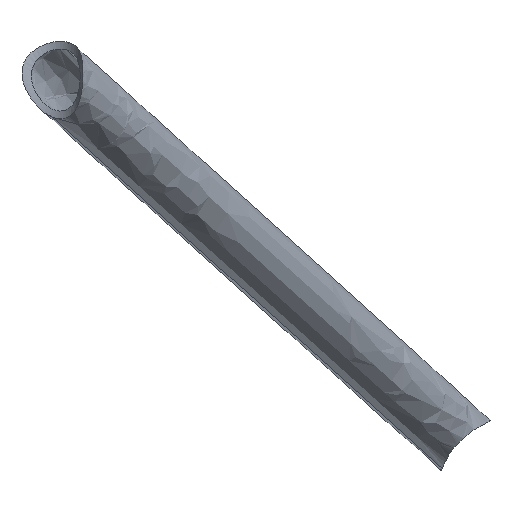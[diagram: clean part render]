
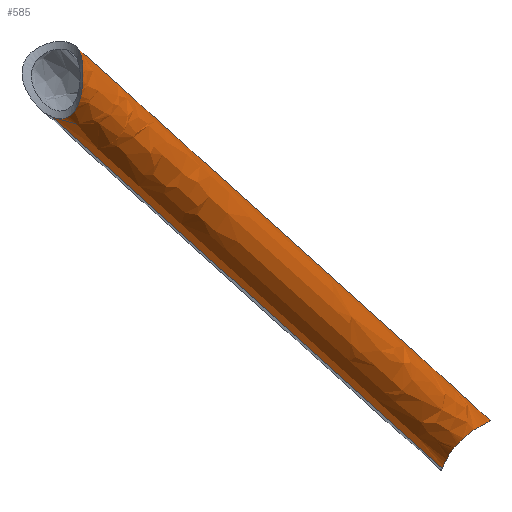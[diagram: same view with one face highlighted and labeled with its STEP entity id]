
A CAD part, top view. The second image highlights one B-rep face of the part: STEP entity #585.
In plain terms, the highlighted free-form (B-spline) face has degree [5, 4] with [6, 5] control points.
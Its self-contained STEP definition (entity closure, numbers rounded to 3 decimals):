
#286=CARTESIAN_POINT('Vertex',(-1976.185,-276.033,144.319)) ;
#290=CARTESIAN_POINT('Control Point',(-1976.185,-276.033,144.319)) ;
#291=CARTESIAN_POINT('Control Point',(-1975.774,-276.087,144.866)) ;
#292=CARTESIAN_POINT('Control Point',(-1975.437,-276.17,145.479)) ;
#293=CARTESIAN_POINT('Control Point',(-1975.198,-276.265,146.153)) ;
#294=CARTESIAN_POINT('Control Point',(-1974.803,-276.512,148.012)) ;
#295=CARTESIAN_POINT('Control Point',(-1974.912,-276.744,149.956)) ;
#296=CARTESIAN_POINT('Control Point',(-1975.095,-276.879,151.141)) ;
#297=CARTESIAN_POINT('Control Point',(-1975.528,-277.124,153.051)) ;
#298=CARTESIAN_POINT('Control Point',(-1976.155,-277.437,154.894)) ;
#299=CARTESIAN_POINT('Control Point',(-1976.425,-277.572,155.596)) ;
#300=CARTESIAN_POINT('Control Point',(-1976.935,-277.836,156.782)) ;
#301=CARTESIAN_POINT('Control Point',(-1977.531,-278.171,157.91)) ;
#302=CARTESIAN_POINT('Control Point',(-1977.796,-278.327,158.371)) ;
#303=CARTESIAN_POINT('Control Point',(-1978.361,-278.674,159.26)) ;
#304=CARTESIAN_POINT('Control Point',(-1979.004,-279.112,160.058)) ;
#305=CARTESIAN_POINT('Control Point',(-1979.348,-279.36,160.429)) ;
#306=CARTESIAN_POINT('Control Point',(-1979.956,-279.828,160.965)) ;
#307=CARTESIAN_POINT('Control Point',(-1980.616,-280.403,161.304)) ;
#308=CARTESIAN_POINT('Control Point',(-1980.884,-280.648,161.398)) ;
#309=CARTESIAN_POINT('Control Point',(-1981.602,-281.342,161.519)) ;
#310=CARTESIAN_POINT('Control Point',(-1982.266,-282.083,161.279)) ;
#311=CARTESIAN_POINT('Control Point',(-1982.622,-282.527,160.989)) ;
#312=CARTESIAN_POINT('Control Point',(-1983.483,-283.684,159.973)) ;
#313=CARTESIAN_POINT('Control Point',(-1984.007,-284.594,158.55)) ;
#314=CARTESIAN_POINT('Control Point',(-1984.266,-285.098,157.595)) ;
#315=CARTESIAN_POINT('Control Point',(-1984.6,-285.824,155.957)) ;
#316=CARTESIAN_POINT('Control Point',(-1984.826,-286.386,154.254)) ;
#317=CARTESIAN_POINT('Control Point',(-1984.902,-286.581,153.582)) ;
#318=CARTESIAN_POINT('Control Point',(-1984.968,-286.752,152.905)) ;
#319=CARTESIAN_POINT('Control Point',(-1985.028,-286.895,152.224)) ;
#320=CARTESIAN_POINT('Vertex',(-1985.028,-286.895,152.224)) ;
#497=CARTESIAN_POINT('Control Point',(-2074.341,-206.626,305.544)) ;
#498=CARTESIAN_POINT('Control Point',(-2068.437,-208.295,309.857)) ;
#499=CARTESIAN_POINT('Control Point',(-2062.393,-202.503,310.345)) ;
#500=CARTESIAN_POINT('Control Point',(-2062.254,-195.042,306.52)) ;
#501=CARTESIAN_POINT('Control Point',(-2068.159,-193.374,302.207)) ;
#502=CARTESIAN_POINT('Control Point',(-2055.291,-223.747,272.841)) ;
#503=CARTESIAN_POINT('Control Point',(-2049.387,-225.416,277.155)) ;
#504=CARTESIAN_POINT('Control Point',(-2043.343,-219.624,277.643)) ;
#505=CARTESIAN_POINT('Control Point',(-2043.204,-212.163,273.818)) ;
#506=CARTESIAN_POINT('Control Point',(-2049.109,-210.494,269.504)) ;
#507=CARTESIAN_POINT('Control Point',(-2036.241,-240.868,240.139)) ;
#508=CARTESIAN_POINT('Control Point',(-2030.337,-242.537,244.452)) ;
#509=CARTESIAN_POINT('Control Point',(-2024.293,-236.744,244.94)) ;
#510=CARTESIAN_POINT('Control Point',(-2024.154,-229.284,241.115)) ;
#511=CARTESIAN_POINT('Control Point',(-2030.059,-227.615,236.802)) ;
#512=CARTESIAN_POINT('Control Point',(-2017.191,-257.989,207.437)) ;
#513=CARTESIAN_POINT('Control Point',(-2011.287,-259.658,211.75)) ;
#514=CARTESIAN_POINT('Control Point',(-2005.243,-253.865,212.238)) ;
#515=CARTESIAN_POINT('Control Point',(-2005.104,-246.405,208.413)) ;
#516=CARTESIAN_POINT('Control Point',(-2011.009,-244.736,204.1)) ;
#517=CARTESIAN_POINT('Control Point',(-1998.141,-275.11,174.734)) ;
#518=CARTESIAN_POINT('Control Point',(-1992.237,-276.778,179.048)) ;
#519=CARTESIAN_POINT('Control Point',(-1986.193,-270.986,179.536)) ;
#520=CARTESIAN_POINT('Control Point',(-1986.054,-263.525,175.711)) ;
#521=CARTESIAN_POINT('Control Point',(-1991.959,-261.857,171.398)) ;
#522=CARTESIAN_POINT('Control Point',(-1979.091,-292.231,142.032)) ;
#523=CARTESIAN_POINT('Control Point',(-1973.187,-293.899,146.345)) ;
#524=CARTESIAN_POINT('Control Point',(-1967.143,-288.107,146.833)) ;
#525=CARTESIAN_POINT('Control Point',(-1967.004,-280.646,143.008)) ;
#526=CARTESIAN_POINT('Control Point',(-1972.909,-278.978,138.695)) ;
#528=CARTESIAN_POINT('Control Point',(-2067.884,-212.43,294.459)) ;
#529=CARTESIAN_POINT('Control Point',(-2051.313,-227.323,266.012)) ;
#530=CARTESIAN_POINT('Control Point',(-2034.742,-242.216,237.565)) ;
#531=CARTESIAN_POINT('Control Point',(-2018.171,-257.109,209.118)) ;
#532=CARTESIAN_POINT('Control Point',(-2001.6,-272.002,180.671)) ;
#533=CARTESIAN_POINT('Control Point',(-1985.028,-286.895,152.224)) ;
#534=CARTESIAN_POINT('Vertex',(-2067.884,-212.43,294.459)) ;
#538=CARTESIAN_POINT('Control Point',(-2064.719,-196.465,296.302)) ;
#539=CARTESIAN_POINT('Control Point',(-2047.012,-212.378,265.906)) ;
#540=CARTESIAN_POINT('Control Point',(-2029.306,-228.292,235.509)) ;
#541=CARTESIAN_POINT('Control Point',(-2011.599,-244.206,205.113)) ;
#542=CARTESIAN_POINT('Control Point',(-1993.892,-260.12,174.716)) ;
#543=CARTESIAN_POINT('Control Point',(-1976.185,-276.033,144.319)) ;
#544=CARTESIAN_POINT('Vertex',(-2064.719,-196.465,296.302)) ;
#548=CARTESIAN_POINT('Control Point',(-2064.719,-196.465,296.302)) ;
#549=CARTESIAN_POINT('Control Point',(-2064.279,-196.574,296.682)) ;
#550=CARTESIAN_POINT('Control Point',(-2063.869,-196.728,297.091)) ;
#551=CARTESIAN_POINT('Control Point',(-2063.496,-196.926,297.523)) ;
#552=CARTESIAN_POINT('Control Point',(-2062.74,-197.472,298.535)) ;
#553=CARTESIAN_POINT('Control Point',(-2062.195,-198.241,299.561)) ;
#554=CARTESIAN_POINT('Control Point',(-2061.956,-198.741,300.119)) ;
#555=CARTESIAN_POINT('Control Point',(-2061.685,-199.637,300.911)) ;
#556=CARTESIAN_POINT('Control Point',(-2061.539,-200.717,301.479)) ;
#557=CARTESIAN_POINT('Control Point',(-2061.501,-201.12,301.644)) ;
#558=CARTESIAN_POINT('Control Point',(-2061.451,-201.927,301.878)) ;
#559=CARTESIAN_POINT('Control Point',(-2061.437,-202.768,301.952)) ;
#560=CARTESIAN_POINT('Control Point',(-2061.437,-203.173,301.951)) ;
#561=CARTESIAN_POINT('Control Point',(-2061.45,-204.052,301.881)) ;
#562=CARTESIAN_POINT('Control Point',(-2061.492,-204.908,301.683)) ;
#563=CARTESIAN_POINT('Control Point',(-2061.523,-205.363,301.546)) ;
#564=CARTESIAN_POINT('Control Point',(-2061.659,-206.869,301.002)) ;
#565=CARTESIAN_POINT('Control Point',(-2061.909,-208.259,300.231)) ;
#566=CARTESIAN_POINT('Control Point',(-2062.156,-209.18,299.627)) ;
#567=CARTESIAN_POINT('Control Point',(-2062.668,-210.471,298.636)) ;
#568=CARTESIAN_POINT('Control Point',(-2063.467,-211.515,297.572)) ;
#569=CARTESIAN_POINT('Control Point',(-2063.771,-211.831,297.211)) ;
#570=CARTESIAN_POINT('Control Point',(-2064.375,-212.307,296.577)) ;
#571=CARTESIAN_POINT('Control Point',(-2065.1,-212.608,295.974)) ;
#572=CARTESIAN_POINT('Control Point',(-2065.434,-212.7,295.724)) ;
#573=CARTESIAN_POINT('Control Point',(-2066.117,-212.794,295.269)) ;
#574=CARTESIAN_POINT('Control Point',(-2066.837,-212.729,294.889)) ;
#575=CARTESIAN_POINT('Control Point',(-2067.19,-212.661,294.725)) ;
#576=CARTESIAN_POINT('Control Point',(-2067.54,-212.559,294.582)) ;
#577=CARTESIAN_POINT('Control Point',(-2067.884,-212.43,294.459)) ;
#580=ORIENTED_EDGE('',*,*,#536,.T.) ;
#581=ORIENTED_EDGE('',*,*,#322,.F.) ;
#582=ORIENTED_EDGE('',*,*,#546,.F.) ;
#583=ORIENTED_EDGE('',*,*,#578,.T.) ;
#585=ADVANCED_FACE('Corps principal',(#584),#496,.T.) ;
#289=B_SPLINE_CURVE_WITH_KNOTS('',5,(#290,#291,#292,#293,#294,#295,#296,#297,#298,#299,#300,#301,#302,#303,#304,#305,#306,#307,#308,#309,#310,#311,#312,#313,#314,#315,#316,#317,#318,#319),.UNSPECIFIED.,.F.,.U.,(6,3,3,3,3,3,3,3,3,6),(0.,5.145,13.684,19.082,22.975,26.856,29.398,33.665,41.506,46.528),.UNSPECIFIED.) ;
#547=B_SPLINE_CURVE_WITH_KNOTS('',5,(#548,#549,#550,#551,#552,#553,#554,#555,#556,#557,#558,#559,#560,#561,#562,#563,#564,#565,#566,#567,#568,#569,#570,#571,#572,#573,#574,#575,#576,#577),.UNSPECIFIED.,.F.,.U.,(6,3,3,3,3,3,3,3,3,6),(0.,4.375,9.927,12.957,15.749,19.056,26.961,30.92,33.931,36.766),.UNSPECIFIED.) ;
#322=EDGE_CURVE('',#287,#321,#289,.T.) ;
#536=EDGE_CURVE('',#535,#321,#527,.T.) ;
#546=EDGE_CURVE('',#545,#287,#537,.T.) ;
#578=EDGE_CURVE('',#545,#535,#547,.T.) ;
#579=EDGE_LOOP('',(#580,#581,#582,#583)) ;
#584=FACE_OUTER_BOUND('',#579,.T.) ;
#287=VERTEX_POINT('',#286) ;
#321=VERTEX_POINT('',#320) ;
#535=VERTEX_POINT('',#534) ;
#545=VERTEX_POINT('',#544) ;
#527=(BOUNDED_CURVE()B_SPLINE_CURVE(5,(#528,#529,#530,#531,#532,#533),.UNSPECIFIED.,.F.,.U.)B_SPLINE_CURVE_WITH_KNOTS((6,6),(14.08,194.748),.UNSPECIFIED.)CURVE()GEOMETRIC_REPRESENTATION_ITEM()RATIONAL_B_SPLINE_CURVE((1.,1.,1.,1.,1.,1.))REPRESENTATION_ITEM('')) ;
#537=(BOUNDED_CURVE()B_SPLINE_CURVE(5,(#538,#539,#540,#541,#542,#543),.UNSPECIFIED.,.F.,.U.)B_SPLINE_CURVE_WITH_KNOTS((6,6),(7.5,200.55),.UNSPECIFIED.)CURVE()GEOMETRIC_REPRESENTATION_ITEM()RATIONAL_B_SPLINE_CURVE((1.,1.,1.,1.,1.,1.))REPRESENTATION_ITEM('')) ;
#496=(BOUNDED_SURFACE()B_SPLINE_SURFACE(5,4,((#497,#498,#499,#500,#501),(#502,#503,#504,#505,#506),(#507,#508,#509,#510,#511),(#512,#513,#514,#515,#516),(#517,#518,#519,#520,#521),(#522,#523,#524,#525,#526)),.UNSPECIFIED.,.F.,.F.,.U.)B_SPLINE_SURFACE_WITH_KNOTS((6,6),(5,5),(0.,207.694),(23.562,47.124),.UNSPECIFIED.)GEOMETRIC_REPRESENTATION_ITEM()RATIONAL_B_SPLINE_SURFACE(((1.,0.707,0.667,0.707,1.),(1.,0.707,0.667,0.707,1.),(1.,0.707,0.667,0.707,1.),(1.,0.707,0.667,0.707,1.),(1.,0.707,0.667,0.707,1.),(1.,0.707,0.667,0.707,1.)))REPRESENTATION_ITEM('Rational BSpline Surface')SURFACE()) ;
